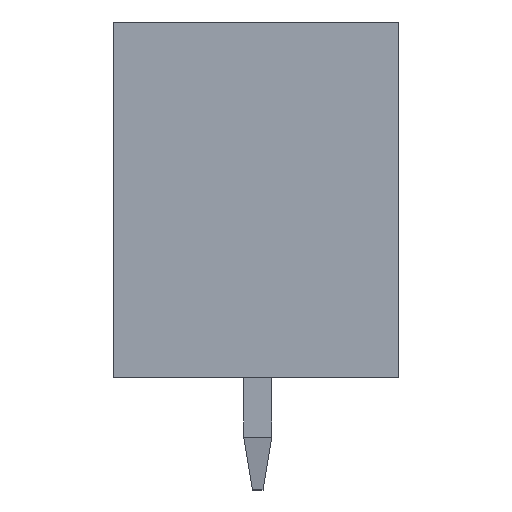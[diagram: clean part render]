
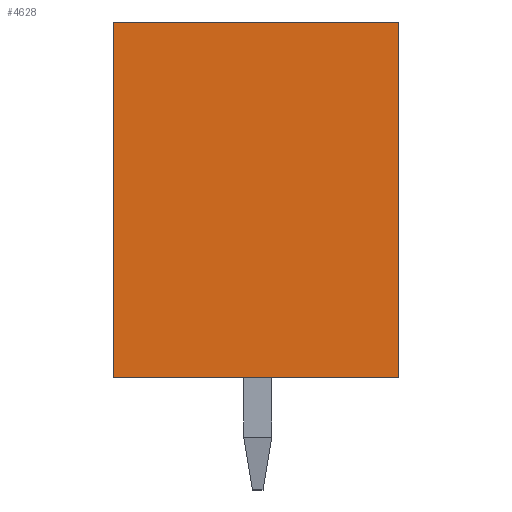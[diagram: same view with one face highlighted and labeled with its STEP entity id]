
A CAD part, left-side view. The second image highlights one B-rep face of the part: STEP entity #4628.
In plain terms, the highlighted planar face has unit normal (-1, 0, 0).
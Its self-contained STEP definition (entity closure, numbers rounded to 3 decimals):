
#4620=AXIS2_PLACEMENT_3D('Plane Axis2P3D',#4617,#4618,#4619) ;
#1319=CARTESIAN_POINT('Line Origine',(0.,4.05,13.3)) ;
#1323=CARTESIAN_POINT('Vertex',(0.,0.,13.3)) ;
#1325=CARTESIAN_POINT('Vertex',(0.,8.1,13.3)) ;
#2052=CARTESIAN_POINT('Line Origine',(0.,8.1,8.25)) ;
#2056=CARTESIAN_POINT('Vertex',(0.,8.1,3.2)) ;
#2084=CARTESIAN_POINT('Line Origine',(0.,4.05,3.2)) ;
#2088=CARTESIAN_POINT('Vertex',(0.,0.,3.2)) ;
#4586=CARTESIAN_POINT('Line Origine',(0.,0.,8.25)) ;
#4617=CARTESIAN_POINT('Axis2P3D Location',(0.,4.,6.7)) ;
#1320=DIRECTION('Vector Direction',(0.,1.,0.)) ;
#2053=DIRECTION('Vector Direction',(0.,0.,-1.)) ;
#2085=DIRECTION('Vector Direction',(0.,-1.,0.)) ;
#4587=DIRECTION('Vector Direction',(0.,0.,1.)) ;
#4618=DIRECTION('Axis2P3D Direction',(-1.,0.,0.)) ;
#4619=DIRECTION('Axis2P3D XDirection',(0.,-1.,0.)) ;
#1321=VECTOR('Line Direction',#1320,1.) ;
#2054=VECTOR('Line Direction',#2053,1.) ;
#2086=VECTOR('Line Direction',#2085,1.) ;
#4588=VECTOR('Line Direction',#4587,1.) ;
#4623=ORIENTED_EDGE('',*,*,#2090,.T.) ;
#4624=ORIENTED_EDGE('',*,*,#4590,.T.) ;
#4625=ORIENTED_EDGE('',*,*,#1327,.T.) ;
#4626=ORIENTED_EDGE('',*,*,#2058,.T.) ;
#4628=ADVANCED_FACE('BREP_WITH_VOIDS #9391',(#4627),#4621,.T.) ;
#1327=EDGE_CURVE('',#1324,#1326,#1322,.T.) ;
#2058=EDGE_CURVE('',#1326,#2057,#2055,.T.) ;
#2090=EDGE_CURVE('',#2057,#2089,#2087,.T.) ;
#4590=EDGE_CURVE('',#2089,#1324,#4589,.T.) ;
#4622=EDGE_LOOP('',(#4623,#4624,#4625,#4626)) ;
#4627=FACE_OUTER_BOUND('',#4622,.T.) ;
#1322=LINE('Line',#1319,#1321) ;
#2055=LINE('Line',#2052,#2054) ;
#2087=LINE('Line',#2084,#2086) ;
#4589=LINE('Line',#4586,#4588) ;
#4621=PLANE('',#4620) ;
#1324=VERTEX_POINT('',#1323) ;
#1326=VERTEX_POINT('',#1325) ;
#2057=VERTEX_POINT('',#2056) ;
#2089=VERTEX_POINT('',#2088) ;
